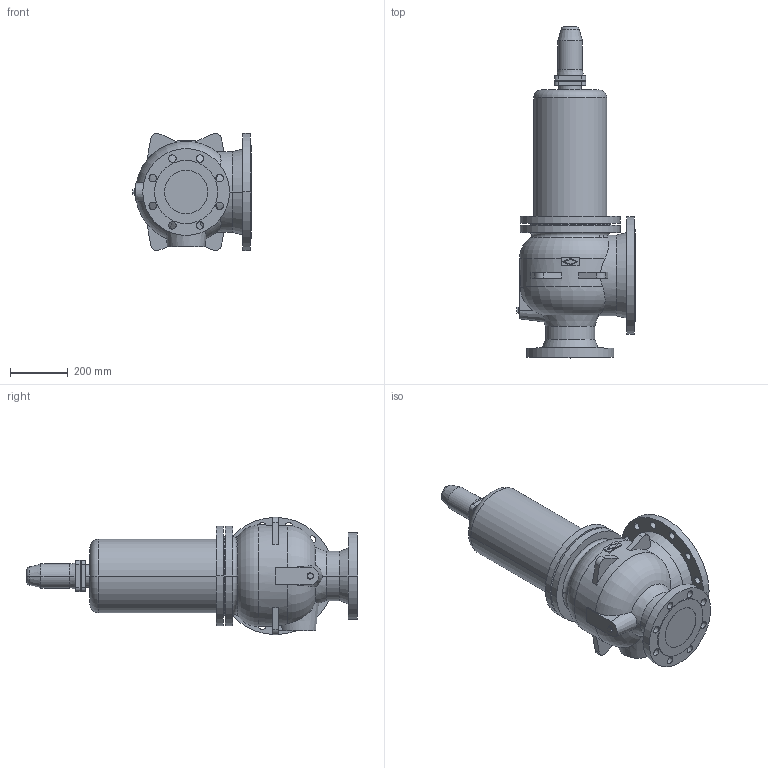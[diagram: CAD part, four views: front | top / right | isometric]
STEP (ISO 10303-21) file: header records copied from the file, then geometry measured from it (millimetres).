
FILE_DESCRIPTION(('Creo Elements/Direct Modeling STEP Export'),'2;1');
FILE_NAME('c000000810.stp','2013-11-13T11:51:31',(''),(''),'Creo Elements/Direct Modeling STEP processor for AP214 (Solid Model)','Creo Elements/Direct Modeling 17.0D 15-Jul-2011 (C) Parametric Technology GmbH','');
FILE_SCHEMA(('AUTOMOTIVE_DESIGN { 1 0 10303 214 1 1 1 1 }'));
Length unit declared in the file: millimetre
Products named in the file (1): 1
Bounding box: 409.5 x 1147 x 405 mm (x, y, z)
Volume: 64290956.1 mm3; surface area: 1521074.7 mm2
Topology: 1 solids, 1 shells, 192 faces, 485 edges, 319 vertices
Faces by surface type: cylinder 92, plane 76, cone 14, torus 10
Entity records: 6039 total; most frequent: CARTESIAN_POINT 1501, ORIENTED_EDGE 970, DIRECTION 893, EDGE_CURVE 485, AXIS2_PLACEMENT_3D 333, VERTEX_POINT 319, EDGE_LOOP 256, VECTOR 227
